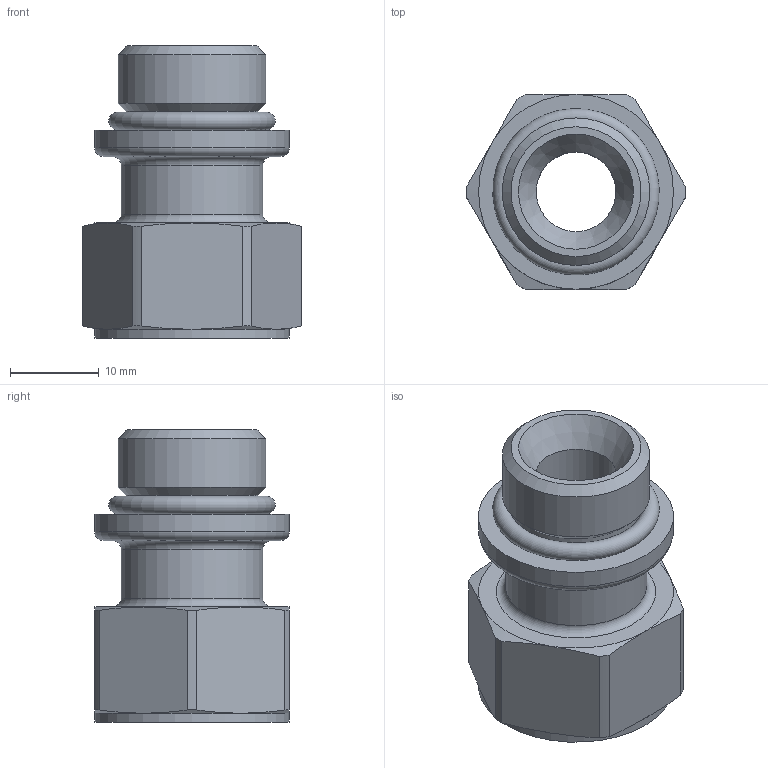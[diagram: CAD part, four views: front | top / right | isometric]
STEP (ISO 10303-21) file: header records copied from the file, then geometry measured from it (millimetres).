
FILE_DESCRIPTION(/* description */ (''),/* implementation_level */ '2;1');
FILE_NAME(/* name */ 'MKW-V.stp',/* time_stamp */ '2023-04-25T10:43:28+02:00',/* author */ ('meier'),/* organization */ (''),/* preprocessor_version */ 'ST-DEVELOPER v18.1',/* originating_system */ 'Autodesk Inventor 2022',/* authorisation */ '0 mm^3');
FILE_SCHEMA (('AUTOMOTIVE_DESIGN { 1 0 10303 214 3 1 1 }'));
Length unit declared in the file: millimetre
Products named in the file (1): LUE_00033191
Bounding box: 24.8 x 22 x 33 mm (x, y, z)
Volume: 6598.7 mm3; surface area: 4453.8 mm2
Topology: 1 solids, 1 shells, 51 faces, 113 edges, 68 vertices
Faces by surface type: cone 18, cylinder 15, plane 13, torus 5
Full cylindrical faces by diameter (mm): 9 x1, 14.85 x2, 14.96 x1, 16 x1, 16.66 x1, 17 x1, 22 x2
Entity records: 1507 total; most frequent: CARTESIAN_POINT 281, DIRECTION 255, ORIENTED_EDGE 226, AXIS2_PLACEMENT_3D 114, EDGE_CURVE 113, VERTEX_POINT 68, CIRCLE 62, EDGE_LOOP 58
